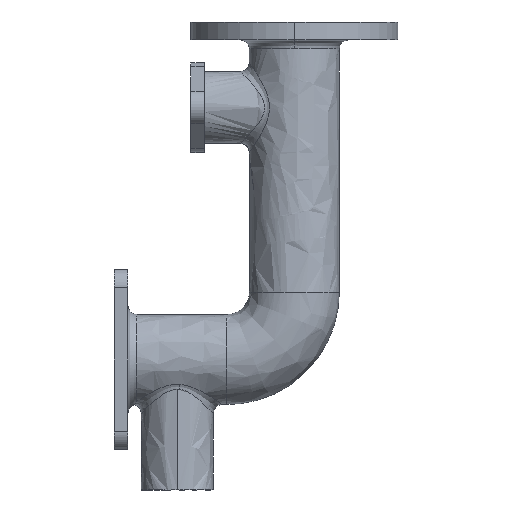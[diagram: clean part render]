
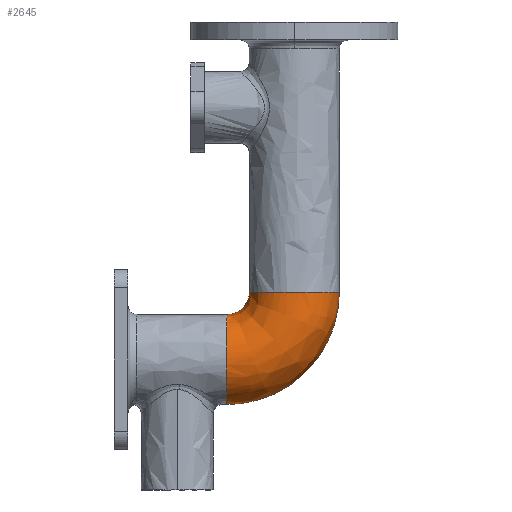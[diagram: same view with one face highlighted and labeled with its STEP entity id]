
A CAD part, left-side view. The second image highlights one B-rep face of the part: STEP entity #2645.
In plain terms, the highlighted free-form (B-spline) face has degree [2, 2] with [3, 5] control points.
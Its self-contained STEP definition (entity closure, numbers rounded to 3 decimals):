
#77 = VERTEX_POINT('',#78);
#78 = CARTESIAN_POINT('',(0.,-132.767,
    0.));
#79 = VERTEX_POINT('',#80);
#80 = CARTESIAN_POINT('',(0.,-26.553,0.));
#88 = EDGE_CURVE('',#77,#89,#91,.T.);
#89 = VERTEX_POINT('',#90);
#90 = CARTESIAN_POINT('',(0.,0.,
    -132.767));
#91 = ( BOUNDED_CURVE() B_SPLINE_CURVE(2,(#92,#93,#94),.UNSPECIFIED.,.F.
,.F.) B_SPLINE_CURVE_WITH_KNOTS((3,3),(4.712,6.283),
.PIECEWISE_BEZIER_KNOTS.) CURVE() GEOMETRIC_REPRESENTATION_ITEM() 
RATIONAL_B_SPLINE_CURVE((1.,0.707,1.)) REPRESENTATION_ITEM('') 
  );
#92 = CARTESIAN_POINT('',(0.,-132.767,0.));
#93 = CARTESIAN_POINT('',(0.,-132.767,-132.767));
#94 = CARTESIAN_POINT('',(0.,0.,-132.767));
#97 = VERTEX_POINT('',#98);
#98 = CARTESIAN_POINT('',(0.,0.,-26.553));
#106 = EDGE_CURVE('',#79,#97,#107,.T.);
#107 = ( BOUNDED_CURVE() B_SPLINE_CURVE(2,(#108,#109,#110),
.UNSPECIFIED.,.F.,.F.) B_SPLINE_CURVE_WITH_KNOTS((3,3),(4.712,
6.283),.PIECEWISE_BEZIER_KNOTS.) CURVE() 
GEOMETRIC_REPRESENTATION_ITEM() RATIONAL_B_SPLINE_CURVE((1.,
0.707,1.)) REPRESENTATION_ITEM('') );
#108 = CARTESIAN_POINT('',(0.,-26.553,
    0.));
#109 = CARTESIAN_POINT('',(0.,-26.553,
    -26.553));
#110 = CARTESIAN_POINT('',(0.,0.,
    -26.553));
#2511 = EDGE_CURVE('',#97,#89,#2512,.T.);
#2512 = ( BOUNDED_CURVE() B_SPLINE_CURVE(2,(#2513,#2514,#2515,#2516,
#2517),.UNSPECIFIED.,.F.,.F.) B_SPLINE_CURVE_WITH_KNOTS((3,2,3),(
    3.142,4.712,6.283),
.PIECEWISE_BEZIER_KNOTS.) CURVE() GEOMETRIC_REPRESENTATION_ITEM() 
RATIONAL_B_SPLINE_CURVE((1.,0.707,1.,0.707,1.)) 
REPRESENTATION_ITEM('') );
#2513 = CARTESIAN_POINT('',(0.,0.,
    -26.553));
#2514 = CARTESIAN_POINT('',(-53.107,0.,
    -26.553));
#2515 = CARTESIAN_POINT('',(-53.107,0.,
    -79.66));
#2516 = CARTESIAN_POINT('',(-53.107,0.,
    -132.767));
#2517 = CARTESIAN_POINT('',(0.,0.,
    -132.767));
#2627 = EDGE_CURVE('',#79,#77,#2628,.T.);
#2628 = ( BOUNDED_CURVE() B_SPLINE_CURVE(2,(#2629,#2630,#2631,#2632,
#2633),.UNSPECIFIED.,.F.,.F.) B_SPLINE_CURVE_WITH_KNOTS((3,2,3),(0.,
1.571,3.142),.PIECEWISE_BEZIER_KNOTS.) CURVE() 
GEOMETRIC_REPRESENTATION_ITEM() RATIONAL_B_SPLINE_CURVE((1.,
0.707,1.,0.707,1.)) REPRESENTATION_ITEM('') );
#2629 = CARTESIAN_POINT('',(0.,-26.553,0.));
#2630 = CARTESIAN_POINT('',(-53.107,-26.553,
    0.));
#2631 = CARTESIAN_POINT('',(-53.107,-79.66,
    0.));
#2632 = CARTESIAN_POINT('',(-53.107,-132.767,
    0.));
#2633 = CARTESIAN_POINT('',(0.,-132.767,
    0.));
#2645 = ADVANCED_FACE('',(#2646),#2652,.T.);
#2646 = FACE_BOUND('',#2647,.T.);
#2647 = EDGE_LOOP('',(#2648,#2649,#2650,#2651));
#2648 = ORIENTED_EDGE('',*,*,#88,.F.);
#2649 = ORIENTED_EDGE('',*,*,#2627,.F.);
#2650 = ORIENTED_EDGE('',*,*,#106,.T.);
#2651 = ORIENTED_EDGE('',*,*,#2511,.T.);
#2652 = ( BOUNDED_SURFACE() B_SPLINE_SURFACE(2,2,(
    (#2653,#2654,#2655,#2656,#2657)
    ,(#2658,#2659,#2660,#2661,#2662)
    ,(#2663,#2664,#2665,#2666,#2667
)),.UNSPECIFIED.,.F.,.F.,.F.) B_SPLINE_SURFACE_WITH_KNOTS((3,3),(3,2,3),
  (4.712,6.283),(3.142,4.712,
    6.283),.PIECEWISE_BEZIER_KNOTS.) 
GEOMETRIC_REPRESENTATION_ITEM() RATIONAL_B_SPLINE_SURFACE((
    (1.,0.707,1.,0.707,1.)
    ,(0.707,0.5,0.707,0.5,0.707)
,(1.,0.707,1.,0.707,1.
))) REPRESENTATION_ITEM('') SURFACE() );
#2653 = CARTESIAN_POINT('',(0.,-26.553,
    0.));
#2654 = CARTESIAN_POINT('',(-53.107,-26.553,
    0.));
#2655 = CARTESIAN_POINT('',(-53.107,-79.66,
    0.));
#2656 = CARTESIAN_POINT('',(-53.107,-132.767,
    0.));
#2657 = CARTESIAN_POINT('',(0.,-132.767,
    0.));
#2658 = CARTESIAN_POINT('',(0.,-26.553,
    -26.553));
#2659 = CARTESIAN_POINT('',(-53.107,-26.553,
    -26.553));
#2660 = CARTESIAN_POINT('',(-53.107,-79.66,
    -79.66));
#2661 = CARTESIAN_POINT('',(-53.107,-132.767,
    -132.767));
#2662 = CARTESIAN_POINT('',(0.,-132.767,
    -132.767));
#2663 = CARTESIAN_POINT('',(0.,0.,
    -26.553));
#2664 = CARTESIAN_POINT('',(-53.107,0.,
    -26.553));
#2665 = CARTESIAN_POINT('',(-53.107,0.,
    -79.66));
#2666 = CARTESIAN_POINT('',(-53.107,0.,
    -132.767));
#2667 = CARTESIAN_POINT('',(0.,0.,
    -132.767));
